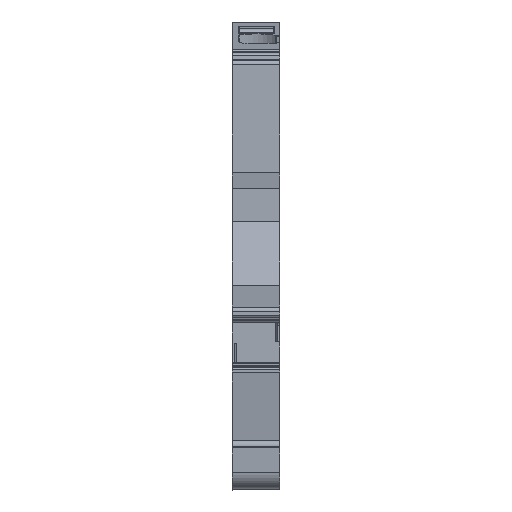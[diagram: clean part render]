
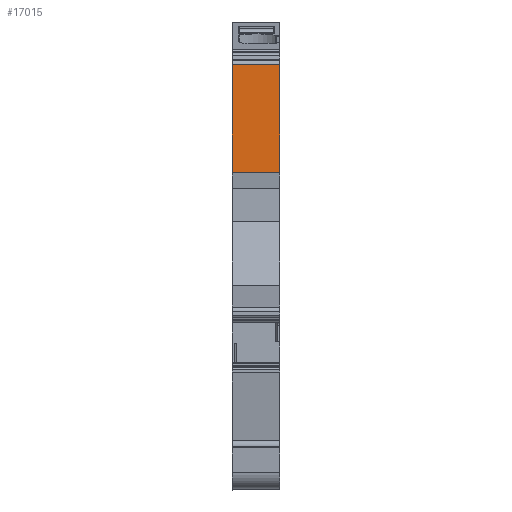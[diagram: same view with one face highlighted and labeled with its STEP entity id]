
A CAD part, front view. The second image highlights one B-rep face of the part: STEP entity #17015.
In plain terms, the highlighted planar face has unit normal (0, -1, 0).
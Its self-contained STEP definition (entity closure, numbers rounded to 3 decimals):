
#16988=AXIS2_PLACEMENT_3D('Plane Axis2P3D',#16985,#16986,#16987) ;
#2885=CARTESIAN_POINT('Vertex',(5.1,11.876,45.618)) ;
#2888=CARTESIAN_POINT('Line Origine',(5.1,11.876,39.862)) ;
#2892=CARTESIAN_POINT('Vertex',(5.1,11.876,34.105)) ;
#3573=CARTESIAN_POINT('Vertex',(0.,11.876,34.105)) ;
#3576=CARTESIAN_POINT('Line Origine',(0.,11.876,39.862)) ;
#3580=CARTESIAN_POINT('Vertex',(0.,11.876,45.618)) ;
#16965=CARTESIAN_POINT('Line Origine',(2.55,11.876,45.618)) ;
#16969=CARTESIAN_POINT('Vertex',(0.05,11.876,45.618)) ;
#16985=CARTESIAN_POINT('Axis2P3D Location',(0.,11.876,34.105)) ;
#16990=CARTESIAN_POINT('Line Origine',(0.025,11.876,34.105)) ;
#16994=CARTESIAN_POINT('Vertex',(0.05,11.876,34.105)) ;
#16997=CARTESIAN_POINT('Line Origine',(2.575,11.876,34.105)) ;
#17002=CARTESIAN_POINT('Line Origine',(0.025,11.876,45.618)) ;
#2889=DIRECTION('Vector Direction',(0.,0.,1.)) ;
#3577=DIRECTION('Vector Direction',(0.,0.,-1.)) ;
#16966=DIRECTION('Vector Direction',(1.,0.,0.)) ;
#16986=DIRECTION('Axis2P3D Direction',(0.,1.,0.)) ;
#16987=DIRECTION('Axis2P3D XDirection',(0.,0.,1.)) ;
#16991=DIRECTION('Vector Direction',(-1.,0.,0.)) ;
#16998=DIRECTION('Vector Direction',(1.,0.,0.)) ;
#17003=DIRECTION('Vector Direction',(-1.,0.,0.)) ;
#2890=VECTOR('Line Direction',#2889,1.) ;
#3578=VECTOR('Line Direction',#3577,1.) ;
#16967=VECTOR('Line Direction',#16966,1.) ;
#16992=VECTOR('Line Direction',#16991,1.) ;
#16999=VECTOR('Line Direction',#16998,1.) ;
#17004=VECTOR('Line Direction',#17003,1.) ;
#17008=ORIENTED_EDGE('',*,*,#16996,.F.) ;
#17009=ORIENTED_EDGE('',*,*,#17001,.T.) ;
#17010=ORIENTED_EDGE('',*,*,#2894,.T.) ;
#17011=ORIENTED_EDGE('',*,*,#16971,.F.) ;
#17012=ORIENTED_EDGE('',*,*,#17006,.T.) ;
#17013=ORIENTED_EDGE('',*,*,#3582,.F.) ;
#17015=ADVANCED_FACE('MLD_AITB_2-5_BB_X_PLM001785.1\\MLD_AITB_2-5_BB_X_PLM001785',(#17014),#16989,.F.) ;
#2894=EDGE_CURVE('',#2893,#2886,#2891,.T.) ;
#3582=EDGE_CURVE('',#3574,#3581,#3579,.F.) ;
#16971=EDGE_CURVE('',#16970,#2886,#16968,.T.) ;
#16996=EDGE_CURVE('',#16995,#3574,#16993,.T.) ;
#17001=EDGE_CURVE('',#16995,#2893,#17000,.T.) ;
#17006=EDGE_CURVE('',#16970,#3581,#17005,.T.) ;
#17007=EDGE_LOOP('',(#17008,#17009,#17010,#17011,#17012,#17013)) ;
#17014=FACE_OUTER_BOUND('',#17007,.T.) ;
#2891=LINE('Line',#2888,#2890) ;
#3579=LINE('Line',#3576,#3578) ;
#16968=LINE('Line',#16965,#16967) ;
#16993=LINE('Line',#16990,#16992) ;
#17000=LINE('Line',#16997,#16999) ;
#17005=LINE('Line',#17002,#17004) ;
#16989=PLANE('',#16988) ;
#2886=VERTEX_POINT('',#2885) ;
#2893=VERTEX_POINT('',#2892) ;
#3574=VERTEX_POINT('',#3573) ;
#3581=VERTEX_POINT('',#3580) ;
#16970=VERTEX_POINT('',#16969) ;
#16995=VERTEX_POINT('',#16994) ;
